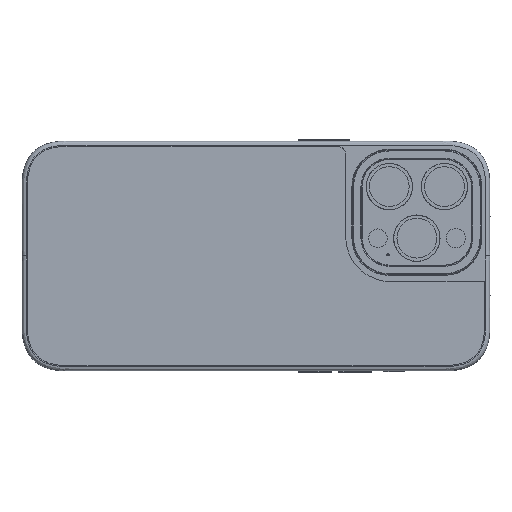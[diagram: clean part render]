
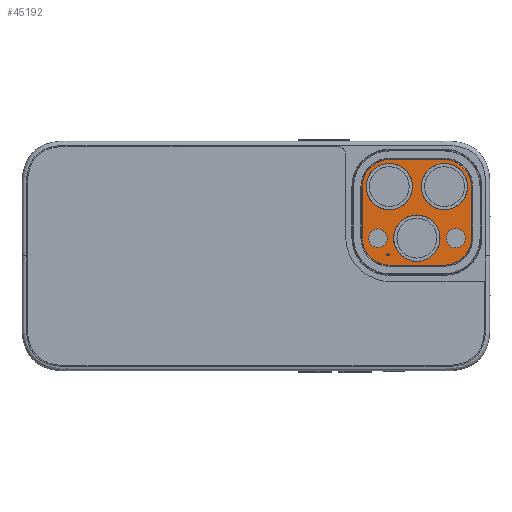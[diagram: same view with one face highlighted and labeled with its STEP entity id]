
A CAD part, top view. The second image highlights one B-rep face of the part: STEP entity #45192.
In plain terms, the highlighted face is planar.
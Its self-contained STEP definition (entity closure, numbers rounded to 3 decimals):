
#39511=CARTESIAN_POINT('',(-24.067,-6.175,65.633));
#39512=DIRECTION('',(0.,-1.,0.));
#39513=DIRECTION('',(0.,0.,1.));
#39514=AXIS2_PLACEMENT_3D('',#39511,#39512,#39513);
#39557=DIRECTION('',(-1.,0.,0.));
#39558=VECTOR('',#39557,17.66);
#39559=CARTESIAN_POINT('',(-6.407,-6.175,75.233));
#39560=LINE('',#39559,#39558);
#39586=CARTESIAN_POINT('',(-6.407,-6.175,65.633));
#39587=DIRECTION('',(0.,-1.,0.));
#39588=DIRECTION('',(1.,0.,0.));
#39589=AXIS2_PLACEMENT_3D('',#39586,#39587,#39588);
#39609=DIRECTION('',(0.,0.,1.));
#39610=VECTOR('',#39609,18.976);
#39611=CARTESIAN_POINT('',(3.193,-6.175,46.656));
#39612=LINE('',#39611,#39610);
#39622=CARTESIAN_POINT('',(-6.407,-6.175,46.656));
#39623=DIRECTION('',(0.,-1.,0.));
#39624=DIRECTION('',(0.,0.,-1.));
#39625=AXIS2_PLACEMENT_3D('',#39622,#39623,#39624);
#39645=DIRECTION('',(1.,0.,0.));
#39646=VECTOR('',#39645,17.66);
#39647=CARTESIAN_POINT('',(-24.067,-6.175,37.056));
#39648=LINE('',#39647,#39646);
#39664=CARTESIAN_POINT('',(-24.067,-6.175,46.656));
#39665=DIRECTION('',(0.,-1.,0.));
#39666=DIRECTION('',(-1.,0.,0.));
#39667=AXIS2_PLACEMENT_3D('',#39664,#39665,#39666);
#39698=DIRECTION('',(0.,0.,-1.));
#39699=VECTOR('',#39698,18.976);
#39700=CARTESIAN_POINT('',(-33.667,-6.175,65.633));
#39701=LINE('',#39700,#39699);
#39712=CARTESIAN_POINT('',(-24.199,-6.175,65.764));
#39713=DIRECTION('',(0.,-1.,0.));
#39714=DIRECTION('',(1.,0.,0.));
#39715=AXIS2_PLACEMENT_3D('',#39712,#39713,#39714);
#39726=CARTESIAN_POINT('',(-24.199,-6.175,65.764));
#39727=DIRECTION('',(0.,-1.,0.));
#39728=DIRECTION('',(-1.,0.,0.));
#39729=AXIS2_PLACEMENT_3D('',#39726,#39727,#39728);
#39798=CARTESIAN_POINT('',(-24.199,-6.175,46.524));
#39799=DIRECTION('',(0.,-1.,0.));
#39800=DIRECTION('',(1.,0.,0.));
#39801=AXIS2_PLACEMENT_3D('',#39798,#39799,#39800);
#39812=CARTESIAN_POINT('',(-24.199,-6.175,46.524));
#39813=DIRECTION('',(0.,-1.,0.));
#39814=DIRECTION('',(-1.,0.,0.));
#39815=AXIS2_PLACEMENT_3D('',#39812,#39813,#39814);
#39884=CARTESIAN_POINT('',(-6.207,-6.175,56.144));
#39885=DIRECTION('',(0.,-1.,0.));
#39886=DIRECTION('',(1.,0.,0.));
#39887=AXIS2_PLACEMENT_3D('',#39884,#39885,#39886);
#39898=CARTESIAN_POINT('',(-6.207,-6.175,56.144));
#39899=DIRECTION('',(0.,-1.,0.));
#39900=DIRECTION('',(-1.,0.,0.));
#39901=AXIS2_PLACEMENT_3D('',#39898,#39899,#39900);
#39970=CARTESIAN_POINT('',(-6.207,-6.175,69.711));
#39971=DIRECTION('',(0.,-1.,0.));
#39972=DIRECTION('',(1.,0.,0.));
#39973=AXIS2_PLACEMENT_3D('',#39970,#39971,#39972);
#39979=CARTESIAN_POINT('',(-6.207,-6.175,69.711));
#39980=DIRECTION('',(0.,-1.,0.));
#39981=DIRECTION('',(-1.,0.,0.));
#39982=AXIS2_PLACEMENT_3D('',#39979,#39980,#39981);
#39998=CARTESIAN_POINT('',(-6.207,-6.175,42.555));
#39999=DIRECTION('',(0.,-1.,0.));
#40000=DIRECTION('',(1.,0.,0.));
#40001=AXIS2_PLACEMENT_3D('',#39998,#39999,#40000);
#40007=CARTESIAN_POINT('',(-6.207,-6.175,42.555));
#40008=DIRECTION('',(0.,-1.,0.));
#40009=DIRECTION('',(-1.,0.,0.));
#40010=AXIS2_PLACEMENT_3D('',#40007,#40008,#40009);
#40026=CARTESIAN_POINT('',(-0.413,-6.175,46.073));
#40027=DIRECTION('',(0.,-1.,0.));
#40028=DIRECTION('',(1.,0.,0.));
#40029=AXIS2_PLACEMENT_3D('',#40026,#40027,#40028);
#40035=CARTESIAN_POINT('',(-0.413,-6.175,46.073));
#40036=DIRECTION('',(0.,-1.,0.));
#40037=DIRECTION('',(-1.,0.,0.));
#40038=AXIS2_PLACEMENT_3D('',#40035,#40036,#40037);
#42225=CARTESIAN_POINT('',(-24.067,-6.175,75.233));
#42226=CARTESIAN_POINT('',(-33.667,-6.175,65.633));
#42227=VERTEX_POINT('',#42225);
#42228=VERTEX_POINT('',#42226);
#42229=CARTESIAN_POINT('',(-33.667,-6.175,46.656));
#42230=VERTEX_POINT('',#42229);
#42231=CARTESIAN_POINT('',(-24.067,-6.175,37.056));
#42232=VERTEX_POINT('',#42231);
#42233=CARTESIAN_POINT('',(-6.407,-6.175,37.056));
#42234=VERTEX_POINT('',#42233);
#42235=CARTESIAN_POINT('',(3.193,-6.175,46.656));
#42236=VERTEX_POINT('',#42235);
#42237=CARTESIAN_POINT('',(3.193,-6.175,65.633));
#42238=VERTEX_POINT('',#42237);
#42239=CARTESIAN_POINT('',(-6.407,-6.175,75.233));
#42240=VERTEX_POINT('',#42239);
#42290=CARTESIAN_POINT('',(-16.099,-6.175,65.764));
#42291=CARTESIAN_POINT('',(-32.299,-6.175,65.764));
#42292=VERTEX_POINT('',#42290);
#42293=VERTEX_POINT('',#42291);
#42294=CARTESIAN_POINT('',(-16.099,-6.175,46.524));
#42295=CARTESIAN_POINT('',(-32.299,-6.175,46.524));
#42296=VERTEX_POINT('',#42294);
#42297=VERTEX_POINT('',#42295);
#42298=CARTESIAN_POINT('',(1.893,-6.175,56.144));
#42299=CARTESIAN_POINT('',(-14.307,-6.175,56.144));
#42300=VERTEX_POINT('',#42298);
#42301=VERTEX_POINT('',#42299);
#42302=CARTESIAN_POINT('',(-2.847,-6.175,69.711));
#42303=CARTESIAN_POINT('',(-9.567,-6.175,69.711));
#42304=VERTEX_POINT('',#42302);
#42305=VERTEX_POINT('',#42303);
#42306=CARTESIAN_POINT('',(-2.957,-6.175,42.555));
#42307=CARTESIAN_POINT('',(-9.457,-6.175,42.555));
#42308=VERTEX_POINT('',#42306);
#42309=VERTEX_POINT('',#42307);
#42310=CARTESIAN_POINT('',(-0.038,-6.175,46.073));
#42311=CARTESIAN_POINT('',(-0.788,-6.175,46.073));
#42312=VERTEX_POINT('',#42310);
#42313=VERTEX_POINT('',#42311);
#45141=CARTESIAN_POINT('',(-37.042,-6.175,101.144));
#45142=DIRECTION('',(0.,-1.,0.));
#45143=DIRECTION('',(1.,0.,0.));
#45144=AXIS2_PLACEMENT_3D('',#45141,#45142,#45143);
#45145=PLANE('',#45144);
#45146=ORIENTED_EDGE('',*,*,#44695,.F.);
#45147=ORIENTED_EDGE('',*,*,#44802,.F.);
#45148=ORIENTED_EDGE('',*,*,#44865,.F.);
#45149=ORIENTED_EDGE('',*,*,#44906,.F.);
#45150=ORIENTED_EDGE('',*,*,#44921,.F.);
#45151=ORIENTED_EDGE('',*,*,#44962,.F.);
#45152=ORIENTED_EDGE('',*,*,#44979,.F.);
#45153=ORIENTED_EDGE('',*,*,#45054,.F.);
#45154=EDGE_LOOP('',(#45146,#45147,#45148,#45149,#45150,#45151,#45152,#45153));
#45155=FACE_OUTER_BOUND('',#45154,.F.);
#45157=ORIENTED_EDGE('',*,*,#45156,.T.);
#45159=ORIENTED_EDGE('',*,*,#45158,.T.);
#45160=EDGE_LOOP('',(#45157,#45159));
#45161=FACE_BOUND('',#45160,.F.);
#45163=ORIENTED_EDGE('',*,*,#45162,.T.);
#45165=ORIENTED_EDGE('',*,*,#45164,.T.);
#45166=EDGE_LOOP('',(#45163,#45165));
#45167=FACE_BOUND('',#45166,.F.);
#45169=ORIENTED_EDGE('',*,*,#45168,.T.);
#45171=ORIENTED_EDGE('',*,*,#45170,.T.);
#45172=EDGE_LOOP('',(#45169,#45171));
#45173=FACE_BOUND('',#45172,.F.);
#45175=ORIENTED_EDGE('',*,*,#45174,.T.);
#45177=ORIENTED_EDGE('',*,*,#45176,.T.);
#45178=EDGE_LOOP('',(#45175,#45177));
#45179=FACE_BOUND('',#45178,.F.);
#45181=ORIENTED_EDGE('',*,*,#45180,.T.);
#45183=ORIENTED_EDGE('',*,*,#45182,.T.);
#45184=EDGE_LOOP('',(#45181,#45183));
#45185=FACE_BOUND('',#45184,.F.);
#45187=ORIENTED_EDGE('',*,*,#45186,.T.);
#45189=ORIENTED_EDGE('',*,*,#45188,.T.);
#45190=EDGE_LOOP('',(#45187,#45189));
#45191=FACE_BOUND('',#45190,.F.);
#39515=CIRCLE('',#39514,9.6);
#39590=CIRCLE('',#39589,9.6);
#39626=CIRCLE('',#39625,9.6);
#39668=CIRCLE('',#39667,9.6);
#39716=CIRCLE('',#39715,8.1);
#39730=CIRCLE('',#39729,8.1);
#39802=CIRCLE('',#39801,8.1);
#39816=CIRCLE('',#39815,8.1);
#39888=CIRCLE('',#39887,8.1);
#39902=CIRCLE('',#39901,8.1);
#39974=CIRCLE('',#39973,3.36);
#39983=CIRCLE('',#39982,3.36);
#40002=CIRCLE('',#40001,3.25);
#40011=CIRCLE('',#40010,3.25);
#40030=CIRCLE('',#40029,0.375);
#40039=CIRCLE('',#40038,0.375);
#44695=EDGE_CURVE('',#42227,#42228,#39515,.T.);
#44802=EDGE_CURVE('',#42240,#42227,#39560,.T.);
#44865=EDGE_CURVE('',#42238,#42240,#39590,.T.);
#44906=EDGE_CURVE('',#42236,#42238,#39612,.T.);
#44921=EDGE_CURVE('',#42234,#42236,#39626,.T.);
#44962=EDGE_CURVE('',#42232,#42234,#39648,.T.);
#44979=EDGE_CURVE('',#42230,#42232,#39668,.T.);
#45054=EDGE_CURVE('',#42228,#42230,#39701,.T.);
#45156=EDGE_CURVE('',#42292,#42293,#39716,.T.);
#45158=EDGE_CURVE('',#42293,#42292,#39730,.T.);
#45162=EDGE_CURVE('',#42296,#42297,#39802,.T.);
#45164=EDGE_CURVE('',#42297,#42296,#39816,.T.);
#45168=EDGE_CURVE('',#42300,#42301,#39888,.T.);
#45170=EDGE_CURVE('',#42301,#42300,#39902,.T.);
#45174=EDGE_CURVE('',#42304,#42305,#39974,.T.);
#45176=EDGE_CURVE('',#42305,#42304,#39983,.T.);
#45180=EDGE_CURVE('',#42308,#42309,#40002,.T.);
#45182=EDGE_CURVE('',#42309,#42308,#40011,.T.);
#45186=EDGE_CURVE('',#42312,#42313,#40030,.T.);
#45188=EDGE_CURVE('',#42313,#42312,#40039,.T.);
#45192=ADVANCED_FACE('',(#45155,#45161,#45167,#45173,#45179,#45185,#45191),
#45145,.T.);
